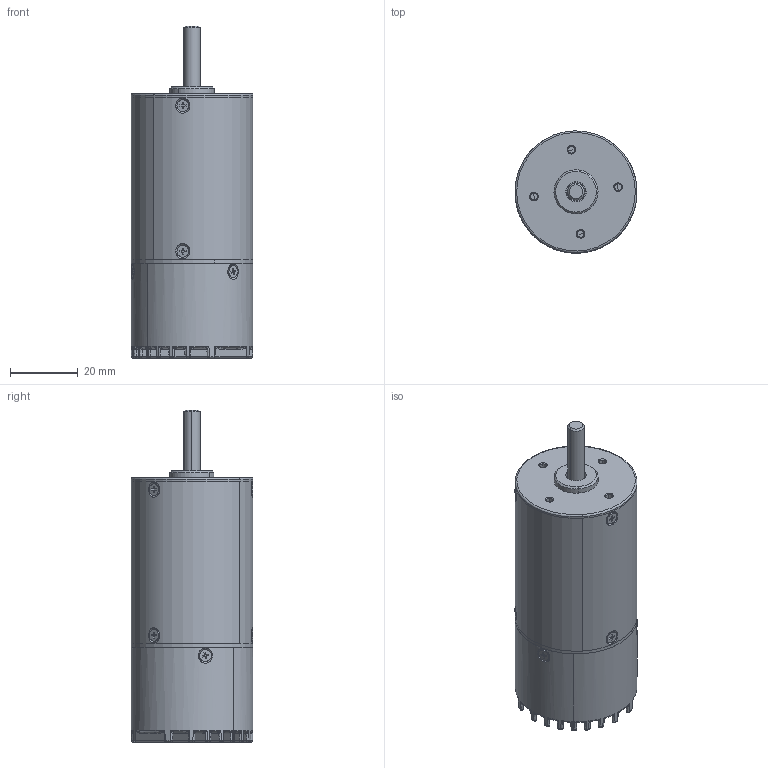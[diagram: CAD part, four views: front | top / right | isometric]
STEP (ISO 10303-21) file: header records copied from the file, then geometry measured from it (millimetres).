
FILE_DESCRIPTION (( 'STEP AP214' ), '1' );
FILE_NAME ('36BLY蚾饜极.STEP', '2022-08-11T06:53:40', ( '' ), ( '' ), 'SwSTEP 2.0', 'SolidWorks 2020', '' );
FILE_SCHEMA (( 'AUTOMOTIVE_DESIGN' ));
Length unit declared in the file: millimetre
Products named in the file (8): 36BLYSヶ傷裔; 綴欶; 棠沺眄杶耳5; 36BLY儂旯; 36BLYS綴傷裔; 36BLY蚾饜极; cross recessed countersunk head screws gb1_GB_CROSS_SCREWS_TYPE4 M2X6-4.8  H type-S; 36BLYÖá
Assembly tree (15 placements, depth 2):
  36BLY蚾饜极
    36BLYS綴傷裔
    36BLY儂旯
    36BLYSヶ傷裔
    36BLYÖá
    棠沺眄杶耳5
    cross recessed countersunk head screws gb1_GB_CROSS_SCREWS_TYPE4 M2X6-4.8  H type-S  x9
    綴欶
Bounding box: 36 x 36 x 98 mm (x, y, z)
Volume: 36936.2 mm3; surface area: 28404.4 mm2
Topology: 15 solids, 15 shells, 1582 faces, 3384 edges, 1812 vertices
Faces by surface type: cone 706, cylinder 490, plane 193, bspline 108, sphere 44, torus 41
Entity records: 18781 total; most frequent: CARTESIAN_POINT 6758, ORIENTED_EDGE 2364, DIRECTION 2356, EDGE_CURVE 1182, AXIS2_PLACEMENT_3D 1000, VERTEX_POINT 660, EDGE_LOOP 610, FACE_OUTER_BOUND 550
